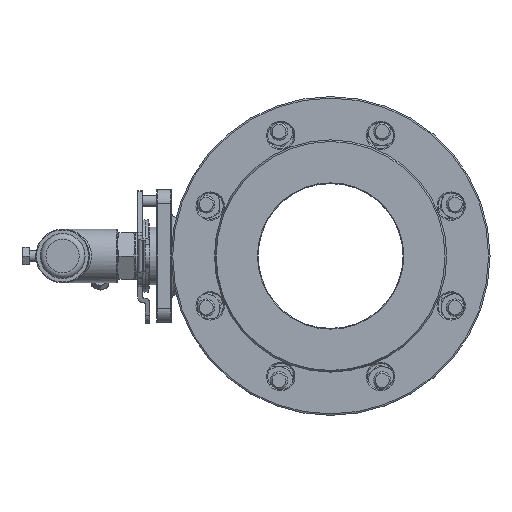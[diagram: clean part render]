
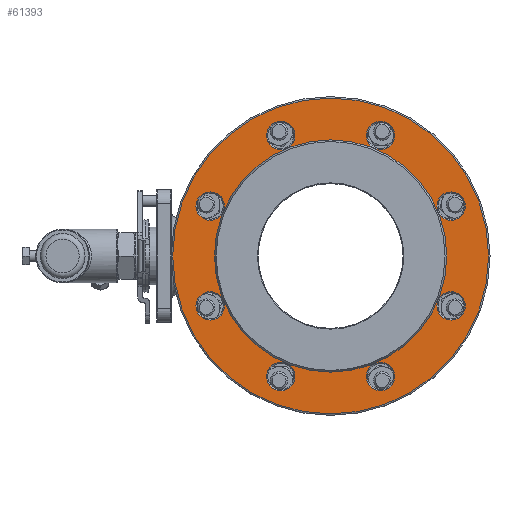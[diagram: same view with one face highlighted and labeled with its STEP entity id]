
A CAD part, left-side view. The second image highlights one B-rep face of the part: STEP entity #61393.
In plain terms, the highlighted planar face has unit normal (-1, 0, 0).
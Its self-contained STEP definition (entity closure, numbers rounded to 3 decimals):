
#5867 = EDGE_CURVE ( 'NONE', #11734, #11734, #54521, .T. ) ;
#6376 = EDGE_CURVE ( 'NONE', #11746, #11746, #55036, .T. ) ;
#6378 = EDGE_CURVE ( 'NONE', #11753, #11753, #54979, .T. ) ;
#7989 = EDGE_CURVE ( 'NONE', #11781, #11781, #54517, .T. ) ;
#8001 = EDGE_CURVE ( 'NONE', #11788, #11788, #54587, .T. ) ;
#8010 = EDGE_CURVE ( 'NONE', #11791, #11791, #54870, .T. ) ;
#8015 = EDGE_CURVE ( 'NONE', #11795, #11795, #54982, .T. ) ;
#8023 = EDGE_CURVE ( 'NONE', #11799, #11799, #34166, .T. ) ;
#8028 = EDGE_CURVE ( 'NONE', #11804, #11804, #34210, .T. ) ;
#8451 = FACE_BOUND ( 'NONE', #46871, .T. ) ;
#8452 = FACE_BOUND ( 'NONE', #46961, .T. ) ;
#8454 = FACE_OUTER_BOUND ( 'NONE', #46873, .T. ) ;
#8455 = FACE_BOUND ( 'NONE', #46914, .T. ) ;
#8457 = FACE_BOUND ( 'NONE', #46851, .T. ) ;
#8462 = FACE_BOUND ( 'NONE', #46867, .T. ) ;
#8463 = FACE_BOUND ( 'NONE', #46861, .T. ) ;
#8464 = FACE_BOUND ( 'NONE', #46933, .T. ) ;
#8466 = FACE_BOUND ( 'NONE', #46935, .T. ) ;
#8468 = FACE_BOUND ( 'NONE', #46927, .T. ) ;
#8470 = PLANE ( 'NONE',  #25629 ) ;
#8492 = CARTESIAN_POINT ( 'NONE',  ( -106., 110., 0. ) ) ;
#8494 = DIRECTION ( 'NONE',  ( -1., 0., 0. ) ) ;
#8496 = DIRECTION ( 'NONE',  ( 0., -1., 0. ) ) ;
#11734 = VERTEX_POINT ( 'NONE', #11739 ) ;
#11739 = CARTESIAN_POINT ( 'NONE',  ( -106., 24.642, 83.149 ) ) ;
#11746 = VERTEX_POINT ( 'NONE', #11752 ) ;
#11752 = CARTESIAN_POINT ( 'NONE',  ( -106., -44.242, 83.149 ) ) ;
#11753 = VERTEX_POINT ( 'NONE', #11758 ) ;
#11758 = CARTESIAN_POINT ( 'NONE',  ( -106., 73.349, 34.442 ) ) ;
#11781 = VERTEX_POINT ( 'NONE', #11787 ) ;
#11787 = CARTESIAN_POINT ( 'NONE',  ( -106., -109., 0. ) ) ;
#11788 = VERTEX_POINT ( 'NONE', #11793 ) ;
#11791 = VERTEX_POINT ( 'NONE', #11797 ) ;
#11793 = CARTESIAN_POINT ( 'NONE',  ( -106., 73.349, -34.442 ) ) ;
#11795 = VERTEX_POINT ( 'NONE', #11801 ) ;
#11797 = CARTESIAN_POINT ( 'NONE',  ( -106., -80.155, 0. ) ) ;
#11799 = VERTEX_POINT ( 'NONE', #11803 ) ;
#11801 = CARTESIAN_POINT ( 'NONE',  ( -106., -44.242, -83.149 ) ) ;
#11803 = CARTESIAN_POINT ( 'NONE',  ( -106., 24.642, -83.149 ) ) ;
#11804 = VERTEX_POINT ( 'NONE', #11809 ) ;
#11809 = CARTESIAN_POINT ( 'NONE',  ( -106., -92.949, 34.442 ) ) ;
#11939 = VERTEX_POINT ( 'NONE', #11944 ) ;
#11944 = CARTESIAN_POINT ( 'NONE',  ( -106., -92.949, -34.442 ) ) ;
#25629 = AXIS2_PLACEMENT_3D ( 'NONE', #8492, #8494, #8496 ) ;
#32292 = CARTESIAN_POINT ( 'NONE',  ( -106., -83.149, -34.442 ) ) ;
#32294 = DIRECTION ( 'NONE',  ( 1., 0., 0. ) ) ;
#32296 = DIRECTION ( 'NONE',  ( 0., -1., 0. ) ) ;
#33933 = CIRCLE ( 'NONE', #33934, 9.8 ) ;
#33934 = AXIS2_PLACEMENT_3D ( 'NONE', #32292, #32294, #32296 ) ;
#34166 = CIRCLE ( 'NONE', #34328, 9.8 ) ;
#34206 = AXIS2_PLACEMENT_3D ( 'NONE', #58725, #58726, #58727 ) ;
#34210 = CIRCLE ( 'NONE', #34206, 9.8 ) ;
#34328 = AXIS2_PLACEMENT_3D ( 'NONE', #58699, #58700, #58701 ) ;
#42753 = EDGE_CURVE ( 'NONE', #11939, #11939, #33933, .T. ) ;
#46851 = EDGE_LOOP ( 'NONE', ( #64381 ) ) ;
#46861 = EDGE_LOOP ( 'NONE', ( #64378 ) ) ;
#46867 = EDGE_LOOP ( 'NONE', ( #64382 ) ) ;
#46871 = EDGE_LOOP ( 'NONE', ( #64379 ) ) ;
#46873 = EDGE_LOOP ( 'NONE', ( #64376 ) ) ;
#46914 = EDGE_LOOP ( 'NONE', ( #64377 ) ) ;
#46927 = EDGE_LOOP ( 'NONE', ( #64385 ) ) ;
#46933 = EDGE_LOOP ( 'NONE', ( #64383 ) ) ;
#46935 = EDGE_LOOP ( 'NONE', ( #64384 ) ) ;
#46961 = EDGE_LOOP ( 'NONE', ( #64380 ) ) ;
#54517 = CIRCLE ( 'NONE', #54533, 109. ) ;
#54521 = CIRCLE ( 'NONE', #55088, 9.8 ) ;
#54533 = AXIS2_PLACEMENT_3D ( 'NONE', #60560, #60561, #60562 ) ;
#54579 = AXIS2_PLACEMENT_3D ( 'NONE', #58506, #58507, #58508 ) ;
#54587 = CIRCLE ( 'NONE', #54579, 9.8 ) ;
#54870 = CIRCLE ( 'NONE', #54904, 80.155 ) ;
#54904 = AXIS2_PLACEMENT_3D ( 'NONE', #58626, #58627, #58628 ) ;
#54979 = CIRCLE ( 'NONE', #54994, 9.8 ) ;
#54982 = CIRCLE ( 'NONE', #55015, 9.8 ) ;
#54994 = AXIS2_PLACEMENT_3D ( 'NONE', #60010, #60011, #60012 ) ;
#55001 = AXIS2_PLACEMENT_3D ( 'NONE', #60003, #60004, #60005 ) ;
#55015 = AXIS2_PLACEMENT_3D ( 'NONE', #58652, #58653, #58654 ) ;
#55036 = CIRCLE ( 'NONE', #55001, 9.8 ) ;
#55088 = AXIS2_PLACEMENT_3D ( 'NONE', #59701, #59702, #59703 ) ;
#58506 = CARTESIAN_POINT ( 'NONE',  ( -106., 83.149, -34.442 ) ) ;
#58507 = DIRECTION ( 'NONE',  ( 1., 0., 0. ) ) ;
#58508 = DIRECTION ( 'NONE',  ( 0., -1., 0. ) ) ;
#58626 = CARTESIAN_POINT ( 'NONE',  ( -106., 0., 0. ) ) ;
#58627 = DIRECTION ( 'NONE',  ( 1., 0., 0. ) ) ;
#58628 = DIRECTION ( 'NONE',  ( 0., -1., 0. ) ) ;
#58652 = CARTESIAN_POINT ( 'NONE',  ( -106., -34.442, -83.149 ) ) ;
#58653 = DIRECTION ( 'NONE',  ( 1., 0., 0. ) ) ;
#58654 = DIRECTION ( 'NONE',  ( 0., -1., 0. ) ) ;
#58699 = CARTESIAN_POINT ( 'NONE',  ( -106., 34.442, -83.149 ) ) ;
#58700 = DIRECTION ( 'NONE',  ( 1., 0., 0. ) ) ;
#58701 = DIRECTION ( 'NONE',  ( 0., -1., 0. ) ) ;
#58725 = CARTESIAN_POINT ( 'NONE',  ( -106., -83.149, 34.442 ) ) ;
#58726 = DIRECTION ( 'NONE',  ( 1., 0., 0. ) ) ;
#58727 = DIRECTION ( 'NONE',  ( 0., -1., 0. ) ) ;
#59701 = CARTESIAN_POINT ( 'NONE',  ( -106., 34.442, 83.149 ) ) ;
#59702 = DIRECTION ( 'NONE',  ( 1., 0., 0. ) ) ;
#59703 = DIRECTION ( 'NONE',  ( 0., -1., 0. ) ) ;
#60003 = CARTESIAN_POINT ( 'NONE',  ( -106., -34.442, 83.149 ) ) ;
#60004 = DIRECTION ( 'NONE',  ( 1., 0., 0. ) ) ;
#60005 = DIRECTION ( 'NONE',  ( 0., -1., 0. ) ) ;
#60010 = CARTESIAN_POINT ( 'NONE',  ( -106., 83.149, 34.442 ) ) ;
#60011 = DIRECTION ( 'NONE',  ( 1., 0., 0. ) ) ;
#60012 = DIRECTION ( 'NONE',  ( 0., -1., 0. ) ) ;
#60560 = CARTESIAN_POINT ( 'NONE',  ( -106., 0., 0. ) ) ;
#60561 = DIRECTION ( 'NONE',  ( -1., 0., 0. ) ) ;
#60562 = DIRECTION ( 'NONE',  ( 0., -1., 0. ) ) ;
#61393 = ADVANCED_FACE ( 'NONE', ( #8454, #8455, #8463, #8451, #8452, #8457, #8462, #8464, #8466, #8468 ), #8470, .T. ) ;
#64376 = ORIENTED_EDGE ( 'NONE', *, *, #7989, .T. ) ;
#64377 = ORIENTED_EDGE ( 'NONE', *, *, #8010, .T. ) ;
#64378 = ORIENTED_EDGE ( 'NONE', *, *, #8001, .T. ) ;
#64379 = ORIENTED_EDGE ( 'NONE', *, *, #8023, .T. ) ;
#64380 = ORIENTED_EDGE ( 'NONE', *, *, #8015, .T. ) ;
#64381 = ORIENTED_EDGE ( 'NONE', *, *, #42753, .T. ) ;
#64382 = ORIENTED_EDGE ( 'NONE', *, *, #8028, .T. ) ;
#64383 = ORIENTED_EDGE ( 'NONE', *, *, #6376, .T. ) ;
#64384 = ORIENTED_EDGE ( 'NONE', *, *, #5867, .T. ) ;
#64385 = ORIENTED_EDGE ( 'NONE', *, *, #6378, .T. ) ;
